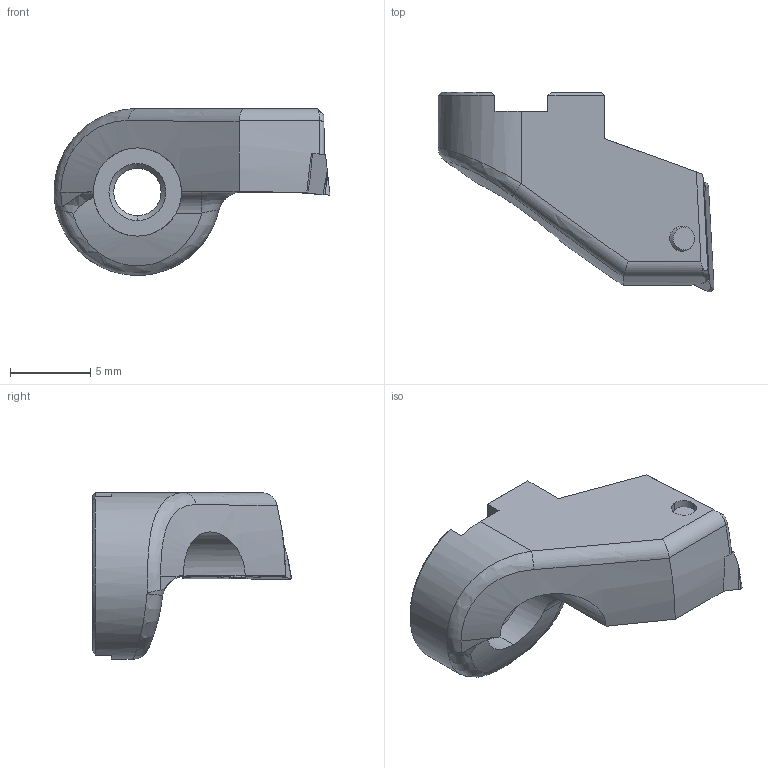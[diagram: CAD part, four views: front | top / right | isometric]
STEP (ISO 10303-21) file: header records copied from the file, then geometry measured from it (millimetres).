
FILE_DESCRIPTION(('no description'),'unknown implementation level');
FILE_NAME('C459F6A3-3D37-46B2-9BB5-DDA4856CCB32_export.stp',' ',('CIMSOURCE GmbH'),('CADClick - KiM GmbH - www.kimweb.de'),'unknown preprocess','ACIS','unknown authorization');
FILE_SCHEMA(('automotive_design'));
Length unit declared in the file: millimetre
Products named in the file (3): 626.123 Kaiser ENH 23 TP07 39-47|651.735 Kaiser TPGT 070203 K10C;Kombinieren1; 626.123 Kaiser ENH 23 TP07 39-47|694.103 Kaiser ETL M2x4.8 T6 IP 10S;Kreismuster1; 626.123 Kaiser ENH 23 TP07 39-47|626.123 Kaiser ENH 23 TP07 39-47;Fase2
Bounding box: 17.2 x 12.45 x 10.4 mm (x, y, z)
Volume: 647.4 mm3; surface area: 788.2 mm2
Topology: 3 solids, 3 shells, 107 faces, 270 edges, 165 vertices
Faces by surface type: cylinder 38, plane 33, cone 23, bspline 7, torus 6
Entity records: 12065 total; most frequent: CARTESIAN_POINT 6437, DIRECTION 544, STYLED_ITEM 540, PRESENTATION_STYLE_ASSIGNMENT 540, COLOUR_RGB 540, ORIENTED_EDGE 530, EDGE_CURVE 265, CURVE_STYLE 265
